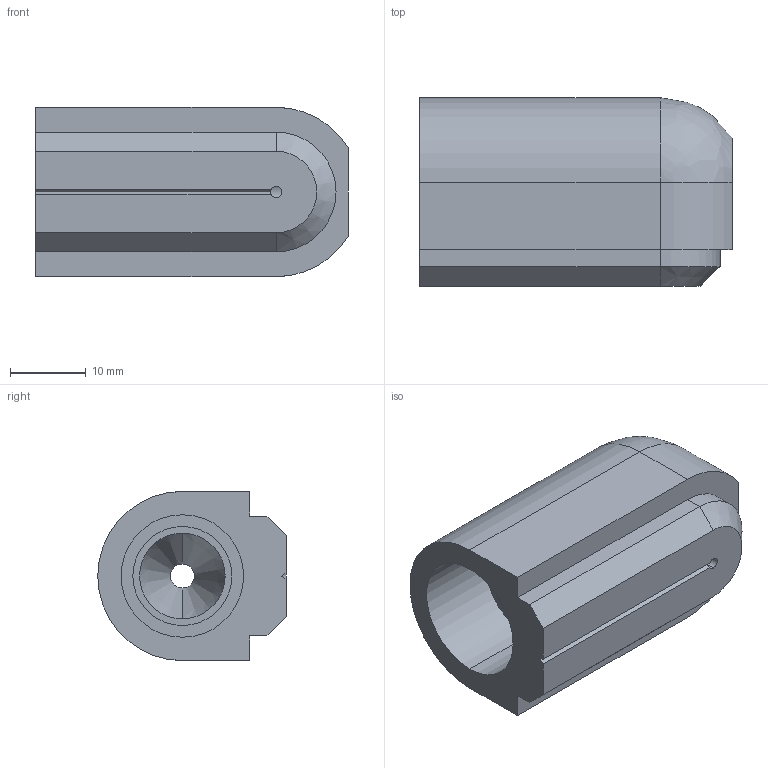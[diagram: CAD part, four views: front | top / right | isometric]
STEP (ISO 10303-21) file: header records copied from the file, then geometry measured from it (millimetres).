
FILE_DESCRIPTION (( 'STEP AP214' ), '1' );
FILE_NAME ('Pensa003_Bender_Head.STEP', '2012-05-31T22:02:35', ( '' ), ( '' ), 'SwSTEP 2.0', 'SolidWorks 2011', '' );
FILE_SCHEMA (( 'AUTOMOTIVE_DESIGN' ));
Length unit declared in the file: inch
Products named in the file (1): Pensa003_Bender_Head
Bounding box: 41.27 x 24.89 x 22.35 mm (x, y, z)
Volume: 14587.6 mm3; surface area: 6115.7 mm2
Topology: 1 solids, 1 shells, 32 faces, 85 edges, 54 vertices
Faces by surface type: plane 14, cylinder 12, bspline 3, cone 3
Entity records: 1247 total; most frequent: CARTESIAN_POINT 416, ORIENTED_EDGE 166, DIRECTION 164, EDGE_CURVE 83, AXIS2_PLACEMENT_3D 60, VERTEX_POINT 54, VECTOR 44, LINE 44
